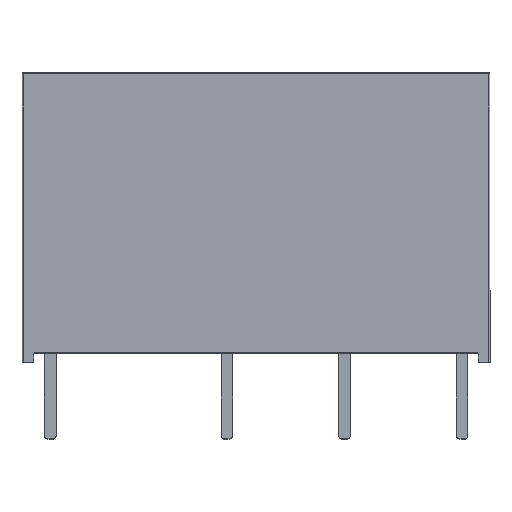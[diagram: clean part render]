
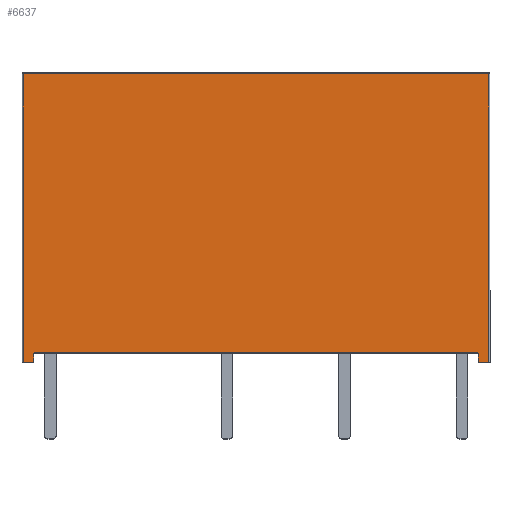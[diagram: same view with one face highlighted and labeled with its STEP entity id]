
A CAD part, top view. The second image highlights one B-rep face of the part: STEP entity #6637.
In plain terms, the highlighted planar face has unit normal (0, 0, 1).
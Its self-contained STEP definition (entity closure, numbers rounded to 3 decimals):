
#743 = DIRECTION ( 'NONE',  ( -1., 0., 0. ) ) ;
#4000 = DIRECTION ( 'NONE',  ( 0., 0., -1. ) ) ;
#4077 = CARTESIAN_POINT ( 'NONE',  ( 9.6, -0.025, 4.9 ) ) ;
#4342 = CARTESIAN_POINT ( 'NONE',  ( -10.1, 12.05, 4.9 ) ) ;
#4910 = DIRECTION ( 'NONE',  ( 0., 1., 0. ) ) ;
#5210 = CARTESIAN_POINT ( 'NONE',  ( -9.575, 0., 4.9 ) ) ;
#6460 = LINE ( 'NONE', #15608, #11947 ) ;
#6559 = ORIENTED_EDGE ( 'NONE', *, *, #30921, .F. ) ;
#6637 = ADVANCED_FACE ( 'NONE', ( #37350 ), #6791, .F. ) ;
#6791 = PLANE ( 'NONE',  #32506 ) ;
#7272 = EDGE_LOOP ( 'NONE', ( #20118, #8818, #9052, #23263, #34859, #32099, #34779, #6559, #18189, #16377 ) ) ;
#7593 = DIRECTION ( 'NONE',  ( 0., 1., 0. ) ) ;
#8049 = VERTEX_POINT ( 'NONE', #12953 ) ;
#8115 = EDGE_CURVE ( 'NONE', #26652, #17350, #8188, .T. ) ;
#8188 = CIRCLE ( 'NONE', #10792, 0.025 ) ;
#8420 = VECTOR ( 'NONE', #4910, 1000. ) ;
#8510 = VERTEX_POINT ( 'NONE', #31657 ) ;
#8818 = ORIENTED_EDGE ( 'NONE', *, *, #9452, .T. ) ;
#9052 = ORIENTED_EDGE ( 'NONE', *, *, #32130, .T. ) ;
#9062 = EDGE_CURVE ( 'NONE', #24635, #21256, #6460, .T. ) ;
#9452 = EDGE_CURVE ( 'NONE', #36318, #21134, #24552, .T. ) ;
#10609 = LINE ( 'NONE', #10809, #16572 ) ;
#10792 = AXIS2_PLACEMENT_3D ( 'NONE', #14551, #35807, #32148 ) ;
#10809 = CARTESIAN_POINT ( 'NONE',  ( 9.6, -0.4, 4.9 ) ) ;
#11372 = CARTESIAN_POINT ( 'NONE',  ( 10.05, 12.05, 4.9 ) ) ;
#11947 = VECTOR ( 'NONE', #37629, 1000. ) ;
#12209 = VECTOR ( 'NONE', #24832, 1000. ) ;
#12953 = CARTESIAN_POINT ( 'NONE',  ( 9.575, 0., 4.9 ) ) ;
#13069 = AXIS2_PLACEMENT_3D ( 'NONE', #31706, #4000, #16362 ) ;
#14032 = LINE ( 'NONE', #35482, #35372 ) ;
#14443 = CARTESIAN_POINT ( 'NONE',  ( -9.6, -0.025, 4.9 ) ) ;
#14551 = CARTESIAN_POINT ( 'NONE',  ( -9.575, -0.025, 4.9 ) ) ;
#14870 = EDGE_CURVE ( 'NONE', #8049, #20463, #26660, .T. ) ;
#15446 = EDGE_CURVE ( 'NONE', #8510, #26652, #35637, .T. ) ;
#15608 = CARTESIAN_POINT ( 'NONE',  ( 9.6, -0.4, 4.9 ) ) ;
#15940 = DIRECTION ( 'NONE',  ( -1., 0., 0. ) ) ;
#16130 = DIRECTION ( 'NONE',  ( 0., 0., -1. ) ) ;
#16362 = DIRECTION ( 'NONE',  ( -1., 0., 0. ) ) ;
#16377 = ORIENTED_EDGE ( 'NONE', *, *, #36834, .T. ) ;
#16572 = VECTOR ( 'NONE', #7593, 1000. ) ;
#17350 = VERTEX_POINT ( 'NONE', #5210 ) ;
#18189 = ORIENTED_EDGE ( 'NONE', *, *, #9062, .T. ) ;
#18309 = DIRECTION ( 'NONE',  ( 0., -1., 0. ) ) ;
#19180 = CARTESIAN_POINT ( 'NONE',  ( -10.1, 12.1, 4.9 ) ) ;
#19743 = LINE ( 'NONE', #4342, #30359 ) ;
#20104 = LINE ( 'NONE', #32206, #8420 ) ;
#20118 = ORIENTED_EDGE ( 'NONE', *, *, #35219, .T. ) ;
#20463 = VERTEX_POINT ( 'NONE', #4077 ) ;
#21134 = VERTEX_POINT ( 'NONE', #34857 ) ;
#21171 = VERTEX_POINT ( 'NONE', #11372 ) ;
#21256 = VERTEX_POINT ( 'NONE', #23087 ) ;
#22575 = CARTESIAN_POINT ( 'NONE',  ( 9.6, -0.4, 4.9 ) ) ;
#23041 = VECTOR ( 'NONE', #18309, 1000. ) ;
#23087 = CARTESIAN_POINT ( 'NONE',  ( 10.05, -0.4, 4.9 ) ) ;
#23128 = CARTESIAN_POINT ( 'NONE',  ( -9.6, -0.4, 4.9 ) ) ;
#23263 = ORIENTED_EDGE ( 'NONE', *, *, #15446, .T. ) ;
#24552 = LINE ( 'NONE', #36271, #23041 ) ;
#24632 = LINE ( 'NONE', #25232, #12209 ) ;
#24635 = VERTEX_POINT ( 'NONE', #22575 ) ;
#24832 = DIRECTION ( 'NONE',  ( 1., 0., 0. ) ) ;
#25232 = CARTESIAN_POINT ( 'NONE',  ( -10.1, 0., 4.9 ) ) ;
#26533 = DIRECTION ( 'NONE',  ( 0., 1., 0. ) ) ;
#26652 = VERTEX_POINT ( 'NONE', #14443 ) ;
#26660 = CIRCLE ( 'NONE', #13069, 0.025 ) ;
#30359 = VECTOR ( 'NONE', #743, 1000. ) ;
#30921 = EDGE_CURVE ( 'NONE', #24635, #20463, #10609, .T. ) ;
#31657 = CARTESIAN_POINT ( 'NONE',  ( -9.6, -0.4, 4.9 ) ) ;
#31706 = CARTESIAN_POINT ( 'NONE',  ( 9.575, -0.025, 4.9 ) ) ;
#32099 = ORIENTED_EDGE ( 'NONE', *, *, #34858, .T. ) ;
#32130 = EDGE_CURVE ( 'NONE', #21134, #8510, #14032, .T. ) ;
#32148 = DIRECTION ( 'NONE',  ( -1., 0., 0. ) ) ;
#32206 = CARTESIAN_POINT ( 'NONE',  ( 10.05, 12.1, 4.9 ) ) ;
#32506 = AXIS2_PLACEMENT_3D ( 'NONE', #19180, #16130, #15940 ) ;
#34333 = VECTOR ( 'NONE', #26533, 1000. ) ;
#34779 = ORIENTED_EDGE ( 'NONE', *, *, #14870, .T. ) ;
#34858 = EDGE_CURVE ( 'NONE', #17350, #8049, #24632, .T. ) ;
#34857 = CARTESIAN_POINT ( 'NONE',  ( -10.05, -0.4, 4.9 ) ) ;
#34859 = ORIENTED_EDGE ( 'NONE', *, *, #8115, .T. ) ;
#35219 = EDGE_CURVE ( 'NONE', #21171, #36318, #19743, .T. ) ;
#35372 = VECTOR ( 'NONE', #38530, 1000. ) ;
#35482 = CARTESIAN_POINT ( 'NONE',  ( -9.6, -0.4, 4.9 ) ) ;
#35637 = LINE ( 'NONE', #23128, #34333 ) ;
#35807 = DIRECTION ( 'NONE',  ( 0., 0., -1. ) ) ;
#36271 = CARTESIAN_POINT ( 'NONE',  ( -10.05, 12.1, 4.9 ) ) ;
#36318 = VERTEX_POINT ( 'NONE', #39640 ) ;
#36834 = EDGE_CURVE ( 'NONE', #21256, #21171, #20104, .T. ) ;
#37350 = FACE_OUTER_BOUND ( 'NONE', #7272, .T. ) ;
#37629 = DIRECTION ( 'NONE',  ( 1., 0., 0. ) ) ;
#38530 = DIRECTION ( 'NONE',  ( 1., 0., 0. ) ) ;
#39640 = CARTESIAN_POINT ( 'NONE',  ( -10.05, 12.05, 4.9 ) ) ;
